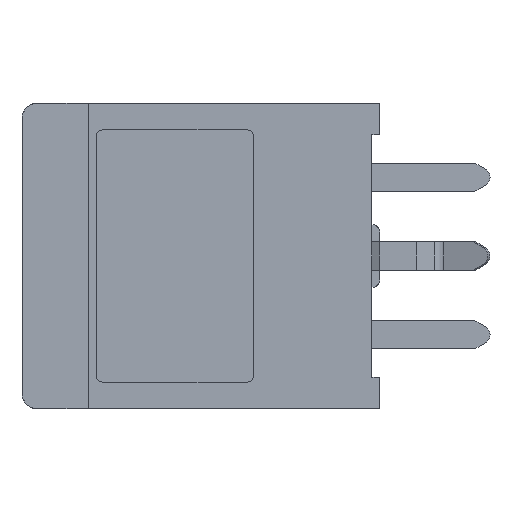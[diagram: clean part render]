
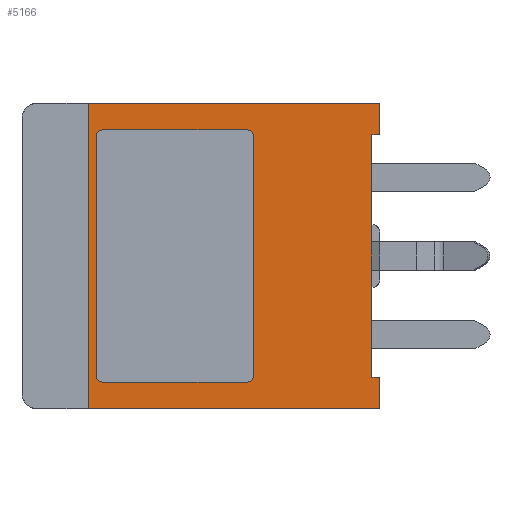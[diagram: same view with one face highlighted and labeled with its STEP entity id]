
A CAD part, left-side view. The second image highlights one B-rep face of the part: STEP entity #5166.
In plain terms, the highlighted planar face has unit normal (-1, 0, 0).
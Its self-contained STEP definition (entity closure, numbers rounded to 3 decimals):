
#319=DIRECTION('',(0.,1.,0.));
#320=VECTOR('',#319,9.25);
#321=CARTESIAN_POINT('',(-13.096,-6.5,-4.85));
#322=LINE('',#321,#320);
#389=DIRECTION('',(0.,0.,1.));
#390=VECTOR('',#389,9.7);
#391=CARTESIAN_POINT('',(-13.096,2.75,-4.85));
#392=LINE('',#391,#390);
#453=DIRECTION('',(0.,-1.,0.));
#454=VECTOR('',#453,9.25);
#455=CARTESIAN_POINT('',(-13.096,2.75,4.85));
#456=LINE('',#455,#454);
#1113=CARTESIAN_POINT('',(-13.096,2.3,-3.8));
#1114=DIRECTION('',(1.,0.,0.));
#1115=DIRECTION('',(0.,0.,-1.));
#1116=AXIS2_PLACEMENT_3D('',#1113,#1114,#1115);
#1118=DIRECTION('',(0.,1.,0.));
#1119=VECTOR('',#1118,4.6);
#1120=CARTESIAN_POINT('',(-13.096,-2.3,-4.));
#1121=LINE('',#1120,#1119);
#1122=CARTESIAN_POINT('',(-13.096,-2.3,-3.8));
#1123=DIRECTION('',(1.,0.,0.));
#1124=DIRECTION('',(0.,-1.,0.));
#1125=AXIS2_PLACEMENT_3D('',#1122,#1123,#1124);
#1127=DIRECTION('',(0.,0.,-1.));
#1128=VECTOR('',#1127,7.6);
#1129=CARTESIAN_POINT('',(-13.096,-2.5,3.8));
#1130=LINE('',#1129,#1128);
#1131=CARTESIAN_POINT('',(-13.096,-2.3,3.8));
#1132=DIRECTION('',(1.,0.,0.));
#1133=DIRECTION('',(0.,0.,1.));
#1134=AXIS2_PLACEMENT_3D('',#1131,#1132,#1133);
#1136=DIRECTION('',(0.,-1.,0.));
#1137=VECTOR('',#1136,4.6);
#1138=CARTESIAN_POINT('',(-13.096,2.3,4.));
#1139=LINE('',#1138,#1137);
#1140=CARTESIAN_POINT('',(-13.096,2.3,3.8));
#1141=DIRECTION('',(1.,0.,0.));
#1142=DIRECTION('',(0.,1.,0.));
#1143=AXIS2_PLACEMENT_3D('',#1140,#1141,#1142);
#1145=DIRECTION('',(0.,0.,-1.));
#1146=VECTOR('',#1145,7.7);
#1147=CARTESIAN_POINT('',(-13.096,-6.25,3.85));
#1148=LINE('',#1147,#1146);
#1149=DIRECTION('',(0.,1.,0.));
#1150=VECTOR('',#1149,0.25);
#1151=CARTESIAN_POINT('',(-13.096,-6.5,-3.85));
#1152=LINE('',#1151,#1150);
#1153=DIRECTION('',(0.,1.,0.));
#1154=VECTOR('',#1153,0.25);
#1155=CARTESIAN_POINT('',(-13.096,-6.5,3.85));
#1156=LINE('',#1155,#1154);
#1157=DIRECTION('',(0.,0.,-1.));
#1158=VECTOR('',#1157,7.6);
#1159=CARTESIAN_POINT('',(-13.096,2.5,3.8));
#1160=LINE('',#1159,#1158);
#1233=DIRECTION('',(0.,0.,-1.));
#1234=VECTOR('',#1233,1.);
#1235=CARTESIAN_POINT('',(-13.096,-6.5,4.85));
#1236=LINE('',#1235,#1234);
#1241=DIRECTION('',(0.,0.,-1.));
#1242=VECTOR('',#1241,1.);
#1243=CARTESIAN_POINT('',(-13.096,-6.5,-3.85));
#1244=LINE('',#1243,#1242);
#2819=CARTESIAN_POINT('',(-13.096,2.5,3.8));
#2821=VERTEX_POINT('',#2819);
#2823=CARTESIAN_POINT('',(-13.096,2.5,-3.8));
#2824=VERTEX_POINT('',#2823);
#2828=CARTESIAN_POINT('',(-13.096,-2.5,3.8));
#2830=VERTEX_POINT('',#2828);
#2833=CARTESIAN_POINT('',(-13.096,-2.5,-3.8));
#2834=VERTEX_POINT('',#2833);
#2835=CARTESIAN_POINT('',(-13.096,-6.5,-4.85));
#2836=CARTESIAN_POINT('',(-13.096,2.75,-4.85));
#2837=VERTEX_POINT('',#2835);
#2838=VERTEX_POINT('',#2836);
#2839=CARTESIAN_POINT('',(-13.096,2.75,4.85));
#2840=CARTESIAN_POINT('',(-13.096,-6.5,4.85));
#2841=VERTEX_POINT('',#2839);
#2842=VERTEX_POINT('',#2840);
#2843=CARTESIAN_POINT('',(-13.096,2.3,4.));
#2844=VERTEX_POINT('',#2843);
#2845=CARTESIAN_POINT('',(-13.096,-2.3,4.));
#2846=VERTEX_POINT('',#2845);
#2847=CARTESIAN_POINT('',(-13.096,-2.3,-4.));
#2848=VERTEX_POINT('',#2847);
#2849=CARTESIAN_POINT('',(-13.096,2.3,-4.));
#2850=VERTEX_POINT('',#2849);
#3504=CARTESIAN_POINT('',(-13.096,-6.25,3.85));
#3505=CARTESIAN_POINT('',(-13.096,-6.25,-3.85));
#3506=VERTEX_POINT('',#3504);
#3507=VERTEX_POINT('',#3505);
#3508=CARTESIAN_POINT('',(-13.096,-6.5,3.85));
#3509=VERTEX_POINT('',#3508);
#3510=CARTESIAN_POINT('',(-13.096,-6.5,-3.85));
#3511=VERTEX_POINT('',#3510);
#5130=CARTESIAN_POINT('',(-13.096,-6.5,0.));
#5131=DIRECTION('',(-1.,0.,0.));
#5132=DIRECTION('',(0.,0.,1.));
#5133=AXIS2_PLACEMENT_3D('',#5130,#5131,#5132);
#5134=PLANE('',#5133);
#5135=ORIENTED_EDGE('',*,*,#4852,.T.);
#5137=ORIENTED_EDGE('',*,*,#5136,.F.);
#5139=ORIENTED_EDGE('',*,*,#5138,.T.);
#5140=ORIENTED_EDGE('',*,*,#4010,.T.);
#5141=ORIENTED_EDGE('',*,*,#4053,.T.);
#5142=ORIENTED_EDGE('',*,*,#4093,.T.);
#5144=ORIENTED_EDGE('',*,*,#5143,.T.);
#5145=ORIENTED_EDGE('',*,*,#5121,.T.);
#5146=EDGE_LOOP('',(#5135,#5137,#5139,#5140,#5141,#5142,#5144,#5145));
#5147=FACE_OUTER_BOUND('',#5146,.F.);
#5149=ORIENTED_EDGE('',*,*,#5148,.T.);
#5151=ORIENTED_EDGE('',*,*,#5150,.F.);
#5153=ORIENTED_EDGE('',*,*,#5152,.F.);
#5155=ORIENTED_EDGE('',*,*,#5154,.F.);
#5157=ORIENTED_EDGE('',*,*,#5156,.F.);
#5159=ORIENTED_EDGE('',*,*,#5158,.F.);
#5161=ORIENTED_EDGE('',*,*,#5160,.F.);
#5163=ORIENTED_EDGE('',*,*,#5162,.F.);
#5164=EDGE_LOOP('',(#5149,#5151,#5153,#5155,#5157,#5159,#5161,#5163));
#5165=FACE_BOUND('',#5164,.F.);
#5166=ADVANCED_FACE('',(#5147,#5165),#5134,.T.);
#1117=CIRCLE('',#1116,0.2);
#1126=CIRCLE('',#1125,0.2);
#1135=CIRCLE('',#1134,0.2);
#1144=CIRCLE('',#1143,0.2);
#4010=EDGE_CURVE('',#2837,#2838,#322,.T.);
#4053=EDGE_CURVE('',#2838,#2841,#392,.T.);
#4093=EDGE_CURVE('',#2841,#2842,#456,.T.);
#4852=EDGE_CURVE('',#3506,#3507,#1148,.T.);
#5121=EDGE_CURVE('',#3509,#3506,#1156,.T.);
#5136=EDGE_CURVE('',#3511,#3507,#1152,.T.);
#5138=EDGE_CURVE('',#3511,#2837,#1244,.T.);
#5143=EDGE_CURVE('',#2842,#3509,#1236,.T.);
#5148=EDGE_CURVE('',#2821,#2824,#1160,.T.);
#5150=EDGE_CURVE('',#2850,#2824,#1117,.T.);
#5152=EDGE_CURVE('',#2848,#2850,#1121,.T.);
#5154=EDGE_CURVE('',#2834,#2848,#1126,.T.);
#5156=EDGE_CURVE('',#2830,#2834,#1130,.T.);
#5158=EDGE_CURVE('',#2846,#2830,#1135,.T.);
#5160=EDGE_CURVE('',#2844,#2846,#1139,.T.);
#5162=EDGE_CURVE('',#2821,#2844,#1144,.T.);
